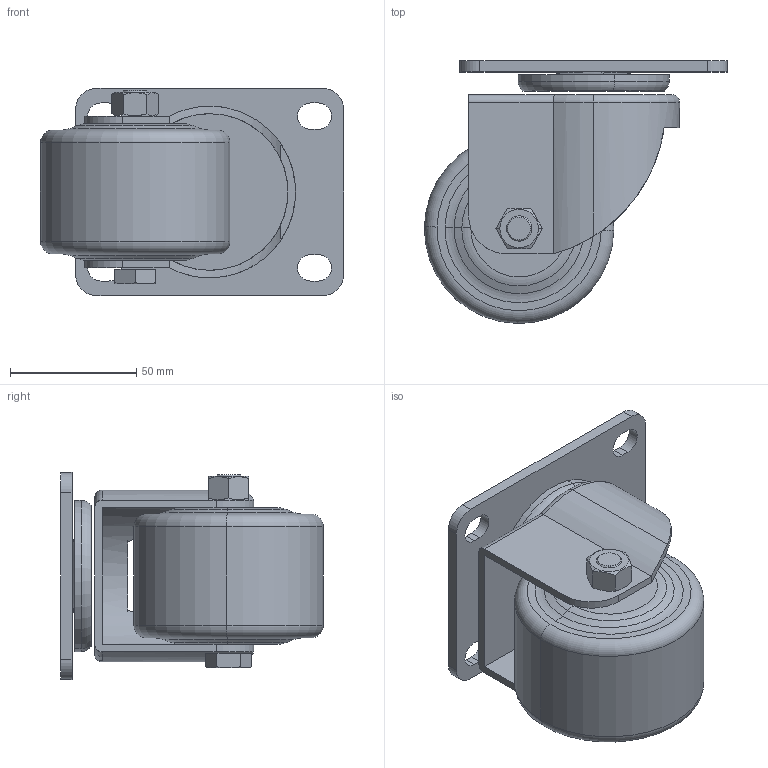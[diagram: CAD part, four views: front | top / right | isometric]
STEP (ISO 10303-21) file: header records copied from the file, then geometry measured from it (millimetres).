
FILE_DESCRIPTION (( 'STEP AP203' ), '1' );
FILE_NAME ('5.41.75UH.STEP', '2014-11-05T02:14:19', ( 'USER' ), ( 'Microsoft' ), 'SwSTEP 2.0', 'SolidWorks 2012', '' );
FILE_SCHEMA (( 'CONFIG_CONTROL_DESIGN' ));
Length unit declared in the file: millimetre
Products named in the file (1): 5.41.75UH
Bounding box: 119.99 x 104 x 82 mm (x, y, z)
Surface area: 68454 mm2 (no closed solid volume)
Topology: 0 solids, 8 shells, 113 faces, 289 edges, 188 vertices
Faces by surface type: plane 44, cylinder 36, torus 17, cone 16
Entity records: 3822 total; most frequent: CARTESIAN_POINT 943, DIRECTION 618, ORIENTED_EDGE 544, EDGE_CURVE 289, AXIS2_PLACEMENT_3D 249, VERTEX_POINT 188, CIRCLE 135, EDGE_LOOP 134
